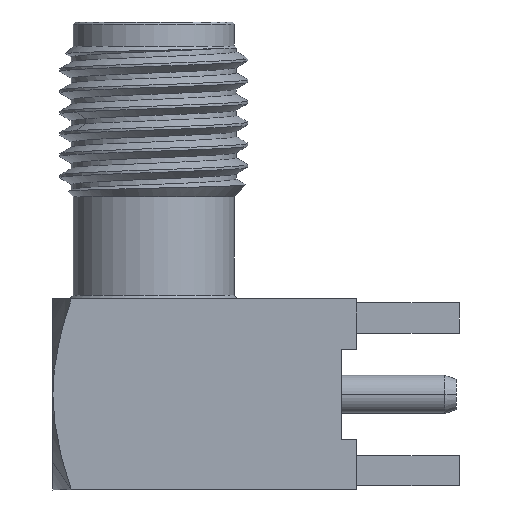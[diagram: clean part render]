
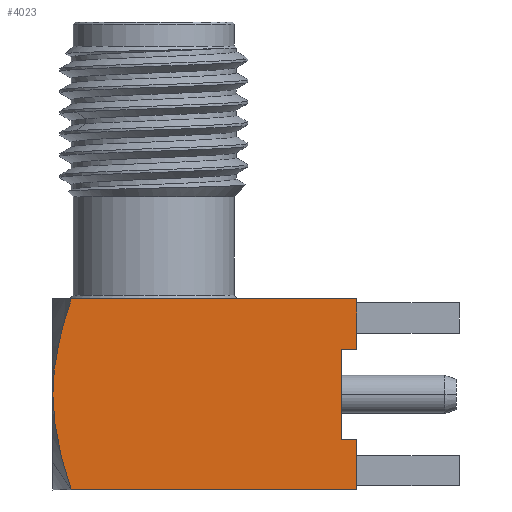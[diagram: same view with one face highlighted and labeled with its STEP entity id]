
A CAD part, left-side view. The second image highlights one B-rep face of the part: STEP entity #4023.
In plain terms, the highlighted planar face has unit normal (-1, 0, 0).
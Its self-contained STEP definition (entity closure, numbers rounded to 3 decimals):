
#305=EDGE_CURVE('',#869,#870,#871,.T.);
#489=EDGE_CURVE('',#1118,#1100,#1121,.T.);
#491=EDGE_CURVE('',#1123,#1124,#1125,.T.);
#493=EDGE_CURVE('',#1124,#1127,#1128,.T.);
#495=EDGE_CURVE('',#1127,#1130,#1131,.T.);
#497=EDGE_CURVE('',#1133,#1130,#1134,.T.);
#499=EDGE_CURVE('',#1133,#1100,#1136,.T.);
#501=EDGE_CURVE('',#1118,#869,#1138,.T.);
#503=EDGE_CURVE('',#870,#1123,#1140,.T.);
#869=VERTEX_POINT('',#1599);
#870=VERTEX_POINT('',#1600);
#871=B_SPLINE_CURVE_WITH_KNOTS('',3,(#1601,#1602,#1603,#1604,#1605,#1606,#1607,#1608,#1609,#1610),.UNSPECIFIED.,.F.,.F.,(4,1,1,1,1,1,1,4),(0.0,0.143,0.286,0.429,0.571,0.714,0.857,1.0),.UNSPECIFIED.);
#1100=VERTEX_POINT('',#3016);
#1118=VERTEX_POINT('',#3046);
#1121=LINE('',#3059,#3060);
#1123=VERTEX_POINT('',#3063);
#1124=VERTEX_POINT('',#3064);
#1125=LINE('',#3065,#3066);
#1127=VERTEX_POINT('',#3069);
#1128=LINE('',#3070,#3071);
#1130=VERTEX_POINT('',#3074);
#1131=LINE('',#3075,#3076);
#1133=VERTEX_POINT('',#3079);
#1134=LINE('',#3080,#3081);
#1136=LINE('',#3084,#3085);
#1138=B_SPLINE_CURVE_WITH_KNOTS('',3,(#3088,#3089,#3090,#3091,#3092,#3093,#3094,#3095,#3096),.UNSPECIFIED.,.F.,.F.,(4,1,1,1,1,1,4),(0.0,0.167,0.333,0.5,0.667,0.833,1.0),.UNSPECIFIED.);
#1140=LINE('',#3099,#3100);
#1599=CARTESIAN_POINT('',(-3.175,3.35,-12.375));
#1600=CARTESIAN_POINT('',(-3.175,2.737,-15.55));
#1601=CARTESIAN_POINT('',(-3.175,3.35,-12.375));
#1602=CARTESIAN_POINT('',(-3.175,3.35,-12.514));
#1603=CARTESIAN_POINT('',(-3.175,3.341,-12.793));
#1604=CARTESIAN_POINT('',(-3.175,3.304,-13.21));
#1605=CARTESIAN_POINT('',(-3.175,3.242,-13.628));
#1606=CARTESIAN_POINT('',(-3.175,3.159,-14.055));
#1607=CARTESIAN_POINT('',(-3.175,3.051,-14.505));
#1608=CARTESIAN_POINT('',(-3.175,2.914,-14.994));
#1609=CARTESIAN_POINT('',(-3.175,2.8,-15.359));
#1610=CARTESIAN_POINT('',(-3.175,2.737,-15.55));
#3016=CARTESIAN_POINT('',(-3.175,-6.75,-9.2));
#3046=CARTESIAN_POINT('',(-3.175,2.737,-9.2));
#3059=CARTESIAN_POINT('',(-3.175,2.737,-9.2));
#3060=VECTOR('',#4211,9.487);
#3063=CARTESIAN_POINT('',(-3.175,-6.75,-15.55));
#3064=CARTESIAN_POINT('',(-3.175,-6.75,-13.875));
#3065=CARTESIAN_POINT('',(-3.175,-6.75,-15.55));
#3066=VECTOR('',#4212,1.675);
#3069=CARTESIAN_POINT('',(-3.175,-6.25,-13.875));
#3070=CARTESIAN_POINT('',(-3.175,-6.75,-13.875));
#3071=VECTOR('',#4213,0.5);
#3074=CARTESIAN_POINT('',(-3.175,-6.25,-10.875));
#3075=CARTESIAN_POINT('',(-3.175,-6.25,-13.875));
#3076=VECTOR('',#4214,3.0);
#3079=CARTESIAN_POINT('',(-3.175,-6.75,-10.875));
#3080=CARTESIAN_POINT('',(-3.175,-6.75,-10.875));
#3081=VECTOR('',#4215,0.5);
#3084=CARTESIAN_POINT('',(-3.175,-6.75,-10.875));
#3085=VECTOR('',#4216,1.675);
#3088=CARTESIAN_POINT('',(-3.175,2.737,-9.2));
#3089=CARTESIAN_POINT('',(-3.175,2.81,-9.423));
#3090=CARTESIAN_POINT('',(-3.175,2.942,-9.845));
#3091=CARTESIAN_POINT('',(-3.175,3.091,-10.401));
#3092=CARTESIAN_POINT('',(-3.175,3.205,-10.911));
#3093=CARTESIAN_POINT('',(-3.175,3.287,-11.402));
#3094=CARTESIAN_POINT('',(-3.175,3.338,-11.888));
#3095=CARTESIAN_POINT('',(-3.175,3.35,-12.213));
#3096=CARTESIAN_POINT('',(-3.175,3.35,-12.375));
#3099=CARTESIAN_POINT('',(-3.175,2.737,-15.55));
#3100=VECTOR('',#4217,9.487);
#4023=ADVANCED_FACE('',(#4543),#4544,.T.);
#4211=DIRECTION('',(0.0,-1.0,0.0));
#4212=DIRECTION('',(0.0,0.0,1.0));
#4213=DIRECTION('',(0.0,1.0,0.0));
#4214=DIRECTION('',(0.0,0.0,1.0));
#4215=DIRECTION('',(0.0,1.0,0.0));
#4216=DIRECTION('',(0.0,0.0,1.0));
#4217=DIRECTION('',(0.0,-1.0,0.0));
#4543=FACE_OUTER_BOUND('',#5326,.T.);
#4544=PLANE('',#5327);
#5326=EDGE_LOOP('',(#6558,#6559,#6560,#6561,#6562,#6563,#6564,#6565,#6566));
#5327=AXIS2_PLACEMENT_3D('',#6567,#6568,#6569);
#6558=ORIENTED_EDGE('',*,*,#491,.T.);
#6559=ORIENTED_EDGE('',*,*,#493,.T.);
#6560=ORIENTED_EDGE('',*,*,#495,.T.);
#6561=ORIENTED_EDGE('',*,*,#497,.F.);
#6562=ORIENTED_EDGE('',*,*,#499,.T.);
#6563=ORIENTED_EDGE('',*,*,#489,.F.);
#6564=ORIENTED_EDGE('',*,*,#501,.T.);
#6565=ORIENTED_EDGE('',*,*,#305,.T.);
#6566=ORIENTED_EDGE('',*,*,#503,.T.);
#6567=CARTESIAN_POINT('',(-3.175,3.35,-15.55));
#6568=DIRECTION('',(-1.0,0.0,0.0));
#6569=DIRECTION('',(0.0,0.0,1.0));
